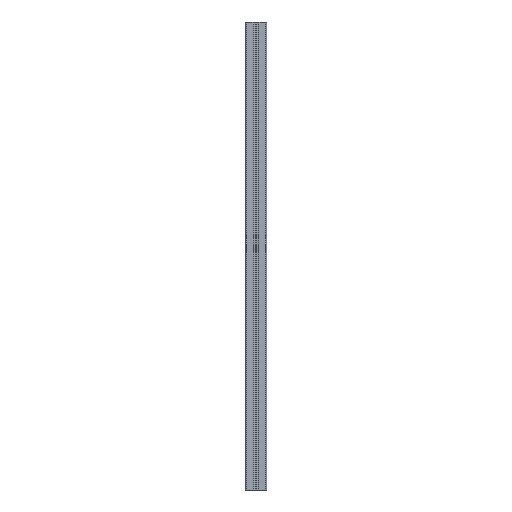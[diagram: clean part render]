
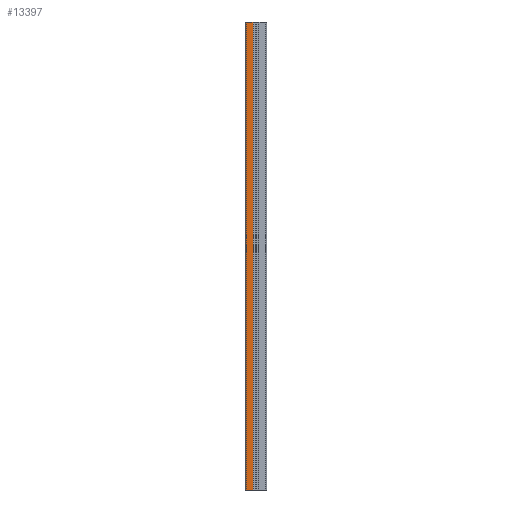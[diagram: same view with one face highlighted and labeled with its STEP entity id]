
A CAD part, left-side view. The second image highlights one B-rep face of the part: STEP entity #13397.
In plain terms, the highlighted planar face has unit normal (-1, 0, 0).
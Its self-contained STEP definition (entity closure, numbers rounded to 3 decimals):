
#705 = DIRECTION ( 'NONE',  ( 0., 0., 1. ) ) ;
#799 = FACE_OUTER_BOUND ( 'NONE', #1446, .T. ) ;
#845 = CARTESIAN_POINT ( 'NONE',  ( -22.5, 20.5, -1000. ) ) ;
#1261 = EDGE_CURVE ( 'NONE', #2299, #16220, #10008, .T. ) ;
#1446 = EDGE_LOOP ( 'NONE', ( #8762, #11129, #15599, #5907 ) ) ;
#1602 = EDGE_CURVE ( 'NONE', #2299, #4986, #1702, .T. ) ;
#1702 = LINE ( 'NONE', #5614, #11504 ) ;
#2096 = PLANE ( 'NONE',  #10012 ) ;
#2133 = CARTESIAN_POINT ( 'NONE',  ( -22.5, 20.5, 0. ) ) ;
#2299 = VERTEX_POINT ( 'NONE', #5554 ) ;
#3029 = CARTESIAN_POINT ( 'NONE',  ( -22.5, 6.325, -1000. ) ) ;
#4212 = LINE ( 'NONE', #9885, #5168 ) ;
#4939 = DIRECTION ( 'NONE',  ( 0., 0., -1. ) ) ;
#4986 = VERTEX_POINT ( 'NONE', #2133 ) ;
#5168 = VECTOR ( 'NONE', #15820, 1000. ) ;
#5554 = CARTESIAN_POINT ( 'NONE',  ( -22.5, 6.325, 0. ) ) ;
#5614 = CARTESIAN_POINT ( 'NONE',  ( -22.5, 22.5, 0. ) ) ;
#5676 = CARTESIAN_POINT ( 'NONE',  ( -22.5, 20.5, -1000. ) ) ;
#5907 = ORIENTED_EDGE ( 'NONE', *, *, #1261, .F. ) ;
#6748 = DIRECTION ( 'NONE',  ( -1., 0., 0. ) ) ;
#7372 = DIRECTION ( 'NONE',  ( 0., 1., 0. ) ) ;
#7708 = EDGE_CURVE ( 'NONE', #4986, #7915, #17571, .T. ) ;
#7915 = VERTEX_POINT ( 'NONE', #5676 ) ;
#8762 = ORIENTED_EDGE ( 'NONE', *, *, #1602, .T. ) ;
#9885 = CARTESIAN_POINT ( 'NONE',  ( -22.5, 22.5, -1000. ) ) ;
#10008 = LINE ( 'NONE', #15660, #16624 ) ;
#10012 = AXIS2_PLACEMENT_3D ( 'NONE', #16582, #6748, #705 ) ;
#10395 = EDGE_CURVE ( 'NONE', #16220, #7915, #4212, .T. ) ;
#11129 = ORIENTED_EDGE ( 'NONE', *, *, #7708, .T. ) ;
#11504 = VECTOR ( 'NONE', #7372, 1000. ) ;
#11580 = VECTOR ( 'NONE', #4939, 1000. ) ;
#13397 = ADVANCED_FACE ( 'NONE', ( #799 ), #2096, .T. ) ;
#14267 = DIRECTION ( 'NONE',  ( 0., 0., -1. ) ) ;
#15599 = ORIENTED_EDGE ( 'NONE', *, *, #10395, .F. ) ;
#15660 = CARTESIAN_POINT ( 'NONE',  ( -22.5, 6.325, -1000. ) ) ;
#15820 = DIRECTION ( 'NONE',  ( 0., 1., 0. ) ) ;
#16220 = VERTEX_POINT ( 'NONE', #3029 ) ;
#16582 = CARTESIAN_POINT ( 'NONE',  ( -22.5, 22.5, -1000. ) ) ;
#16624 = VECTOR ( 'NONE', #14267, 1000. ) ;
#17571 = LINE ( 'NONE', #845, #11580 ) ;
